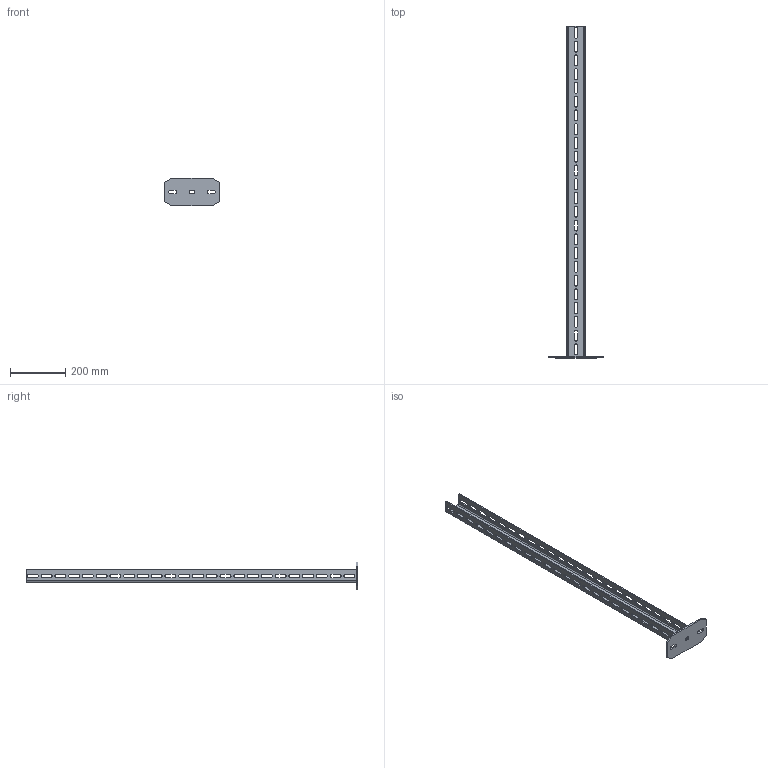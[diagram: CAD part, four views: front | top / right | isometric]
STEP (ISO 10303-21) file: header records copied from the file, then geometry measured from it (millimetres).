
FILE_DESCRIPTION((''),'2;1');
FILE_NAME('6339204','2012-07-23T',('AndreasKeweloh'),(''),'PRO/ENGINEER BY PARAMETRIC TECHNOLOGY CORPORATION, 2012130','PRO/ENGINEER BY PARAMETRIC TECHNOLOGY CORPORATION, 2012130','');
FILE_SCHEMA(('CONFIG_CONTROL_DESIGN'));
Length unit declared in the file: millimetre
Products named in the file (1): 6339204
Bounding box: 200 x 1206.5 x 100 mm (x, y, z)
Volume: 722592.7 mm3; surface area: 380621.4 mm2
Topology: 1 solids, 1 shells, 323 faces, 960 edges, 640 vertices
Faces by surface type: plane 169, cylinder 154
Entity records: 11240 total; most frequent: CARTESIAN_POINT 1923, ORIENTED_EDGE 1920, DIRECTION 1914, EDGE_CURVE 960, VECTOR 652, LINE 652, VERTEX_POINT 640, AXIS2_PLACEMENT_3D 631
